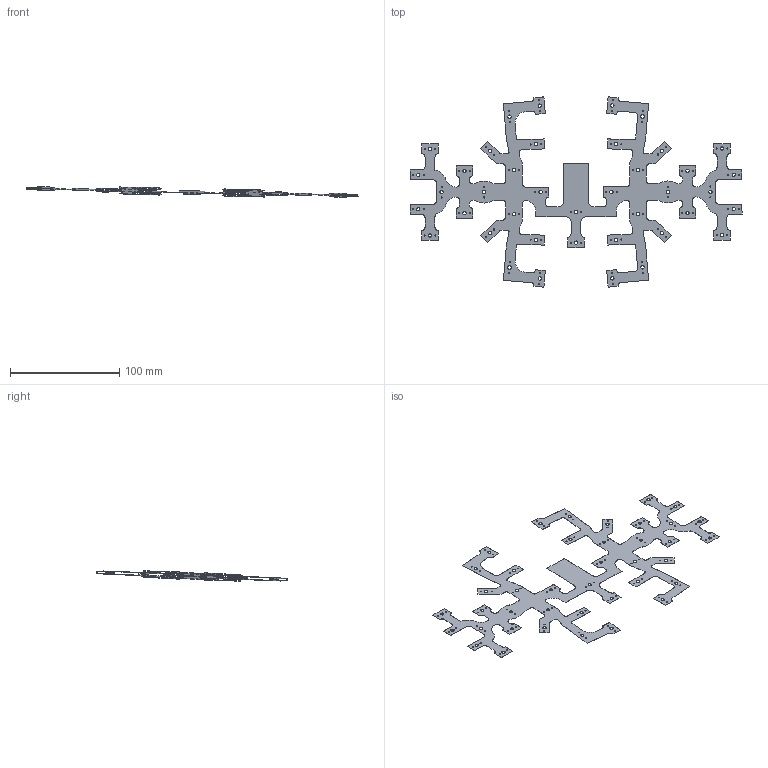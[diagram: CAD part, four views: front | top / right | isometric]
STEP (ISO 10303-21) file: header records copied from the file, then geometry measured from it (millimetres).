
FILE_DESCRIPTION (( 'STEP AP214' ), '1' );
FILE_NAME ('Flex Mockup4.STEP', '2013-11-08T22:16:35', ( 'Oculus VR' ), ( '' ), 'SwSTEP 2.0', 'SolidWorks 2013', '' );
FILE_SCHEMA (( 'AUTOMOTIVE_DESIGN' ));
Length unit declared in the file: millimetre
Products named in the file (1): Flex Mockup4
Bounding box: 304.29 x 174.4 x 9.62 mm (x, y, z)
Volume: 1464.4 mm3; surface area: 29186.1 mm2
Topology: 1 solids, 1 shells, 576 faces, 1722 edges, 1148 vertices
Faces by surface type: cylinder 392, plane 184
Entity records: 20264 total; most frequent: DIRECTION 3660, CARTESIAN_POINT 3447, ORIENTED_EDGE 3444, EDGE_CURVE 1722, AXIS2_PLACEMENT_3D 1361, VERTEX_POINT 1148, VECTOR 938, LINE 938
